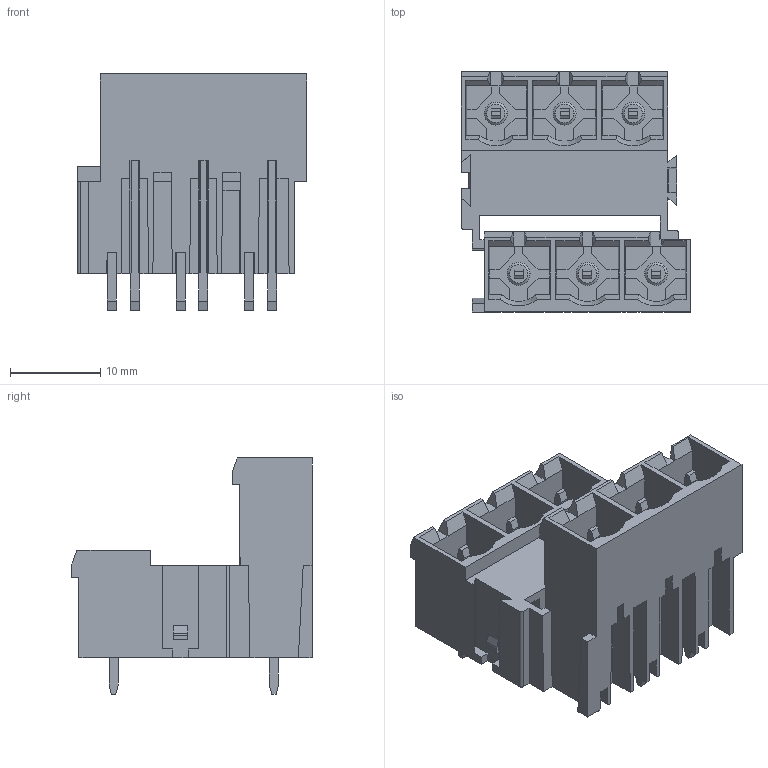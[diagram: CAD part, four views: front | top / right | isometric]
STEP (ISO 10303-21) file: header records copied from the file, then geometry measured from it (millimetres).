
FILE_DESCRIPTION (( 'STEP AP203' ), '1' );
FILE_NAME ('SOKETLI BASKILI DEVRE KLEMENSI - 7,62 MM KATLI ERKEK 180 - 3 LI.STEP', '2018-09-24T11:58:06', ( 'user' ), ( '' ), 'SwSTEP 2.0', 'SolidWorks 2016', '' );
FILE_SCHEMA (( 'CONFIG_CONTROL_DESIGN' ));
Length unit declared in the file: millimetre
Products named in the file (1): SOKETLI BASKILI DEVRE KLEMENSI  - 7,62 MM KATLI ERKEK 180 - 3 LI
Bounding box: 25.4 x 26.63 x 26.16 mm (x, y, z)
Volume: 3345.7 mm3; surface area: 7894.2 mm2
Topology: 1 solids, 1 shells, 573 faces, 1591 edges, 1038 vertices
Faces by surface type: plane 522, cylinder 27, cone 24
Entity records: 18028 total; most frequent: CARTESIAN_POINT 3263, ORIENTED_EDGE 3182, DIRECTION 2807, EDGE_CURVE 1591, LINE 1483, VECTOR 1483, VERTEX_POINT 1038, AXIS2_PLACEMENT_3D 662
